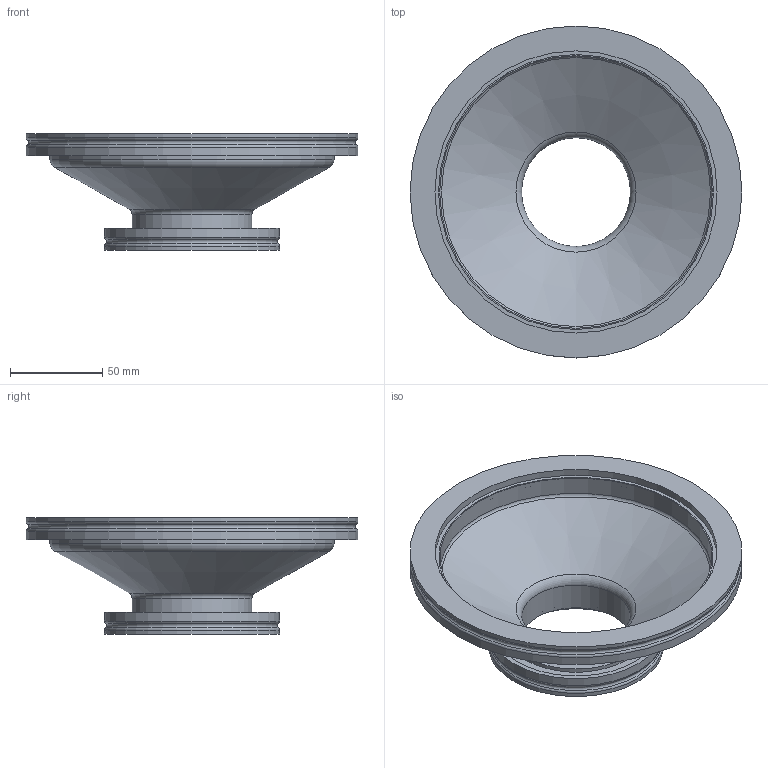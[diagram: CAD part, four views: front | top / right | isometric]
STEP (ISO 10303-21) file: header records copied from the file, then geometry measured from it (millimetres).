
FILE_DESCRIPTION (( 'STEP AP214' ), '1' );
FILE_NAME ('RC1ISOK16063FULLVAC.STEP', '2025-11-20T15:20:29', ( '' ), ( '' ), 'SwSTEP 2.0', 'SolidWorks 2017', '' );
FILE_SCHEMA (( 'AUTOMOTIVE_DESIGN' ));
Length unit declared in the file: millimetre
Products named in the file (4): BS1ISOK63 FULLVAC_65; RC16063-XX_ISO LG63; RC1ISOK16063FULLVAC; BS1ISOK160 FULLVAC_154
Assembly tree (3 placements, depth 2):
  RC1ISOK16063FULLVAC
    BS1ISOK160 FULLVAC_154
    RC16063-XX_ISO LG63
    BS1ISOK63 FULLVAC_65
Bounding box: 180 x 180 x 63 mm (x, y, z)
Volume: 190625.5 mm3; surface area: 100786.5 mm2
Topology: 3 solids, 3 shells, 51 faces, 87 edges, 52 vertices
Faces by surface type: cylinder 20, plane 16, torus 12, cone 3
Full cylindrical faces by diameter (mm): 59 x1, 60.2 x2, 65 x2, 70.1 x1, 77.2 x1, 89.9 x1, 95 x2, 147.8 x1, 149.1 x2, 153 x1, 154 x2, 162.3 x1, 175 x1, 180 x2
Entity records: 1190 total; most frequent: DIRECTION 216, CARTESIAN_POINT 159, AXIS2_PLACEMENT_3D 108, EDGE_LOOP 102, ORIENTED_EDGE 102, FACE_OUTER_BOUND 83, ADVANCED_FACE 51, VERTEX_POINT 51
